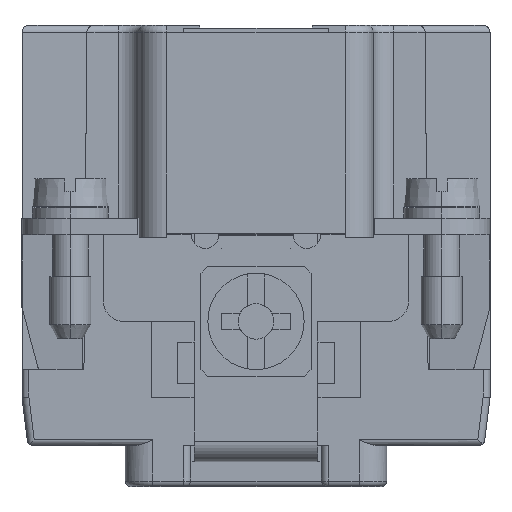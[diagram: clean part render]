
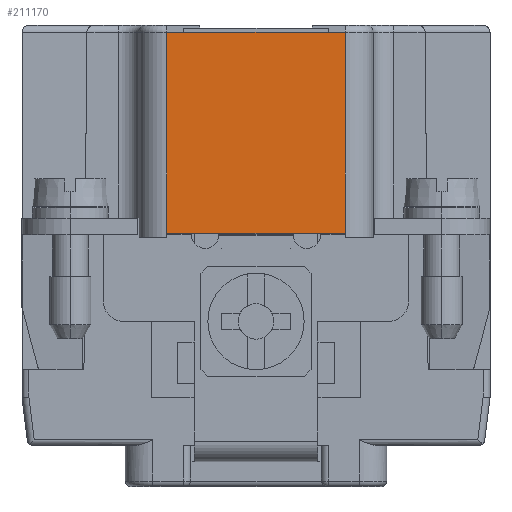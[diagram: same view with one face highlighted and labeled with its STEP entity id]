
A CAD part, left-side view. The second image highlights one B-rep face of the part: STEP entity #211170.
In plain terms, the highlighted planar face has unit normal (-1, 0, 0).
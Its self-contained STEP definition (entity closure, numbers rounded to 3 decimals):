
#42400=CARTESIAN_POINT('',(54.014,56.702,0.));
#42410=DIRECTION('',(0.,0.,1.));
#42420=VECTOR('',#42410,1.);
#42430=LINE('',#42400,#42420);
#42440=CARTESIAN_POINT('',(54.014,56.702,18.1));
#42450=VERTEX_POINT('',#42440);
#42460=CARTESIAN_POINT('',(54.014,56.702,32.7));
#42470=VERTEX_POINT('',#42460);
#42480=EDGE_CURVE('',#42450,#42470,#42430,.T.);
#154030=CARTESIAN_POINT('',(54.014,43.702,18.1));
#154040=VERTEX_POINT('',#154030);
#154450=CARTESIAN_POINT('',(54.014,43.702,32.7));
#154460=VERTEX_POINT('',#154450);
#210770=CARTESIAN_POINT('',(54.014,0.,32.7));
#210780=DIRECTION('',(0.,1.,0.));
#210790=VECTOR('',#210780,1.);
#210800=LINE('',#210770,#210790);
#210810=EDGE_CURVE('',#154460,#42470,#210800,.T.);
#210960=CARTESIAN_POINT('',(54.014,33.202,0.));
#210970=DIRECTION('',(-1.,0.,0.));
#210980=DIRECTION('',(0.,1.,0.));
#210990=AXIS2_PLACEMENT_3D('',#210960,#210970,#210980);
#211000=PLANE('',#210990);
#211010=CARTESIAN_POINT('',(54.014,43.702,0.));
#211020=DIRECTION('',(0.,0.,-1.));
#211030=VECTOR('',#211020,1.);
#211040=LINE('',#211010,#211030);
#211050=EDGE_CURVE('',#154460,#154040,#211040,.T.);
#211060=ORIENTED_EDGE('',*,*,#211050,.F.);
#211070=CARTESIAN_POINT('',(54.014,0.,18.1));
#211080=DIRECTION('',(0.,-1.,0.));
#211090=VECTOR('',#211080,1.);
#211100=LINE('',#211070,#211090);
#211110=EDGE_CURVE('',#42450,#154040,#211100,.T.);
#211120=ORIENTED_EDGE('',*,*,#211110,.T.);
#211130=ORIENTED_EDGE('',*,*,#42480,.F.);
#211140=ORIENTED_EDGE('',*,*,#210810,.T.);
#211150=EDGE_LOOP('',(#211140,#211130,#211120,#211060));
#211160=FACE_OUTER_BOUND('',#211150,.T.);
#211170=ADVANCED_FACE('',(#211160),#211000,.T.);
